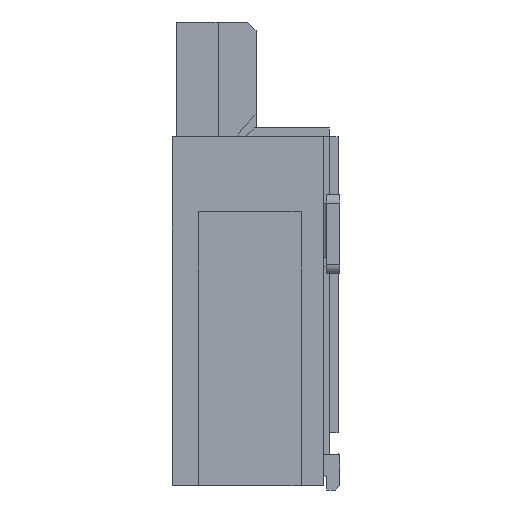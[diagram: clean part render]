
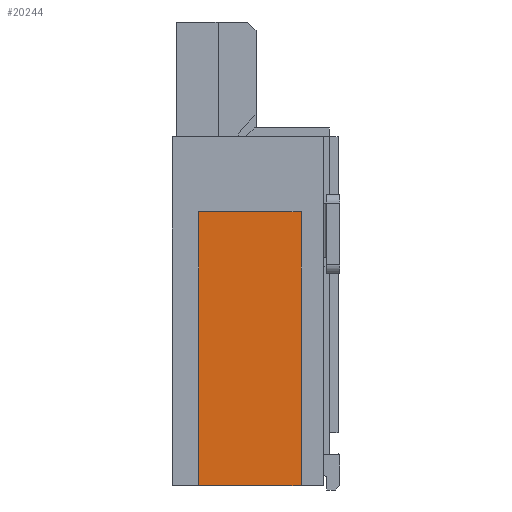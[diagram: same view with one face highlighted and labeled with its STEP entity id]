
A CAD part, left-side view. The second image highlights one B-rep face of the part: STEP entity #20244.
In plain terms, the highlighted planar face has unit normal (-1, 0, 0).
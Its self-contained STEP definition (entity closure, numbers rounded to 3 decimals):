
#25=DIRECTION('',(0.,1.,0.));
#26=VECTOR('',#25,1.16);
#27=CARTESIAN_POINT('',(-12.35,0.42,-1.25));
#28=LINE('',#27,#26);
#65=DIRECTION('',(0.,0.,-1.));
#66=VECTOR('',#65,3.1);
#67=CARTESIAN_POINT('',(-12.35,1.58,1.85));
#68=LINE('',#67,#66);
#69=DIRECTION('',(0.,1.,0.));
#70=VECTOR('',#69,1.16);
#71=CARTESIAN_POINT('',(-12.35,0.42,1.85));
#72=LINE('',#71,#70);
#73=DIRECTION('',(0.,0.,1.));
#74=VECTOR('',#73,3.1);
#75=CARTESIAN_POINT('',(-12.35,0.42,-1.25));
#76=LINE('',#75,#74);
#15515=CARTESIAN_POINT('',(-12.35,0.42,1.85));
#15516=CARTESIAN_POINT('',(-12.35,1.58,1.85));
#15517=VERTEX_POINT('',#15515);
#15518=VERTEX_POINT('',#15516);
#15527=CARTESIAN_POINT('',(-12.35,0.42,-1.25));
#15528=CARTESIAN_POINT('',(-12.35,1.58,-1.25));
#15529=VERTEX_POINT('',#15527);
#15530=VERTEX_POINT('',#15528);
#20231=CARTESIAN_POINT('',(-12.35,0.,0.));
#20232=DIRECTION('',(-1.,0.,0.));
#20233=DIRECTION('',(0.,0.,1.));
#20234=AXIS2_PLACEMENT_3D('',#20231,#20232,#20233);
#20235=PLANE('',#20234);
#20236=ORIENTED_EDGE('',*,*,#20191,.T.);
#20238=ORIENTED_EDGE('',*,*,#20237,.F.);
#20240=ORIENTED_EDGE('',*,*,#20239,.F.);
#20241=ORIENTED_EDGE('',*,*,#20179,.F.);
#20242=EDGE_LOOP('',(#20236,#20238,#20240,#20241));
#20243=FACE_OUTER_BOUND('',#20242,.F.);
#20244=ADVANCED_FACE('',(#20243),#20235,.T.);
#20179=EDGE_CURVE('',#15529,#15517,#76,.T.);
#20191=EDGE_CURVE('',#15529,#15530,#28,.T.);
#20237=EDGE_CURVE('',#15518,#15530,#68,.T.);
#20239=EDGE_CURVE('',#15517,#15518,#72,.T.);
